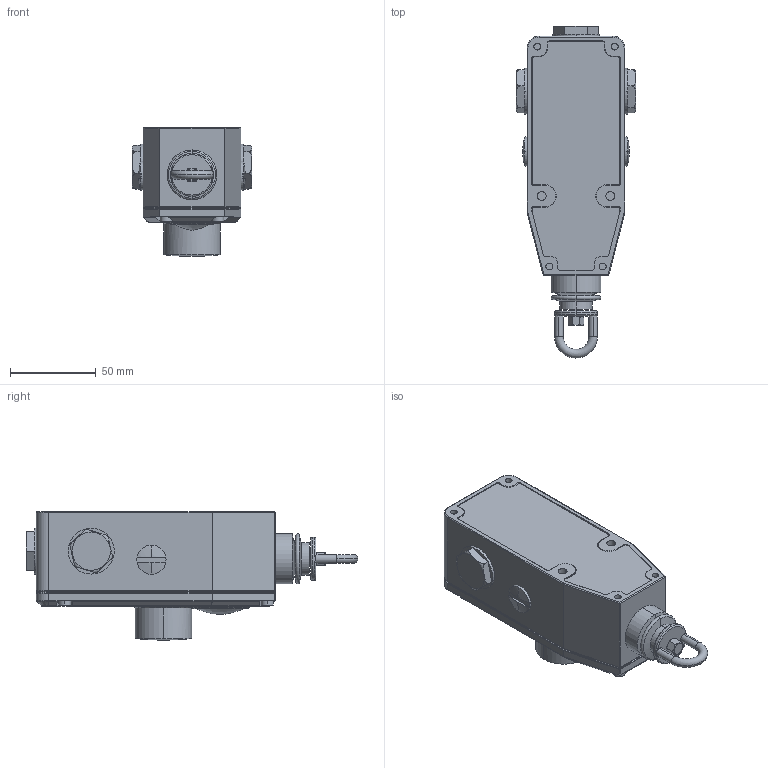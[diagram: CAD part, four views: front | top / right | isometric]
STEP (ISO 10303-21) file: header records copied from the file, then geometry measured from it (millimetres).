
FILE_DESCRIPTION (( 'STEP AP214' ), '1' );
FILE_NAME ('GLM-143051.STEP', '2014-06-19T14:32:10', ( '' ), ( '' ), 'SwSTEP 2.0', 'SolidWorks 2013', '' );
FILE_SCHEMA (( 'AUTOMOTIVE_DESIGN' ));
Length unit declared in the file: millimetre
Products named in the file (1): GLM-143051
Bounding box: 69.6 x 193.26 x 75 mm (x, y, z)
Volume: 449420.8 mm3; surface area: 46731.3 mm2
Topology: 1 solids, 1 shells, 407 faces, 975 edges, 594 vertices
Faces by surface type: cylinder 146, plane 126, torus 63, bspline 29, sphere 26, cone 17
Entity records: 17209 total; most frequent: CARTESIAN_POINT 4343, DIRECTION 2038, ORIENTED_EDGE 1942, EDGE_CURVE 971, AXIS2_PLACEMENT_3D 813, VERTEX_POINT 594, EDGE_LOOP 437, CIRCLE 434
